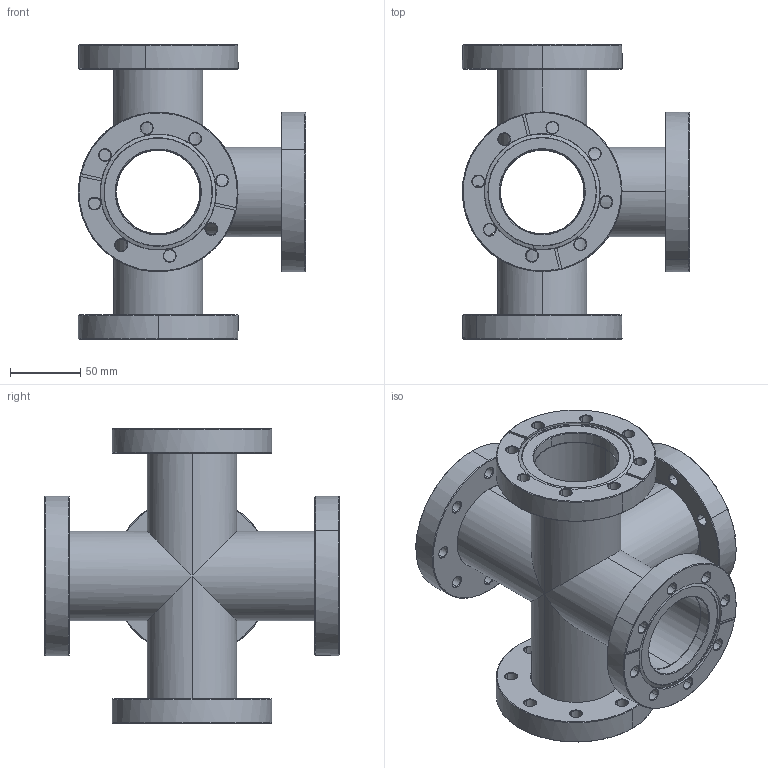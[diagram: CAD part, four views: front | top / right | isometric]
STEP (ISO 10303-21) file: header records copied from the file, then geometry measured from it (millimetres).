
FILE_DESCRIPTION (( 'STEP AP214' ), '1' );
FILE_NAME ('Hositrad_FX5-63-64R-Cross.STEP', '2012-11-20T10:12:19', ( '' ), ( '' ), 'SwSTEP 2.0', 'SolidWorks 2012', '' );
FILE_SCHEMA (( 'AUTOMOTIVE_DESIGN' ));
Length unit declared in the file: millimetre
Products named in the file (4): NW63CFR-weld_Tube63.5; CF63-64-Weld; 63-5-Cross; Hositrad_FX5-63-64R-Cross
Assembly tree (6 placements, depth 2):
  Hositrad_FX5-63-64R-Cross
    63-5-Cross
    CF63-64-Weld  x2
    NW63CFR-weld_Tube63.5  x3
Bounding box: 161.55 x 209.6 x 209.6 mm (x, y, z)
Volume: 684986.7 mm3; surface area: 296434.4 mm2
Topology: 9 solids, 9 shells, 455 faces, 1070 edges, 631 vertices
Faces by surface type: cone 225, cylinder 152, plane 66, bspline 8, sphere 4
Entity records: 6593 total; most frequent: CARTESIAN_POINT 1654, DIRECTION 1082, ORIENTED_EDGE 956, EDGE_CURVE 478, AXIS2_PLACEMENT_3D 446, VERTEX_POINT 282, EDGE_LOOP 248, CIRCLE 242
